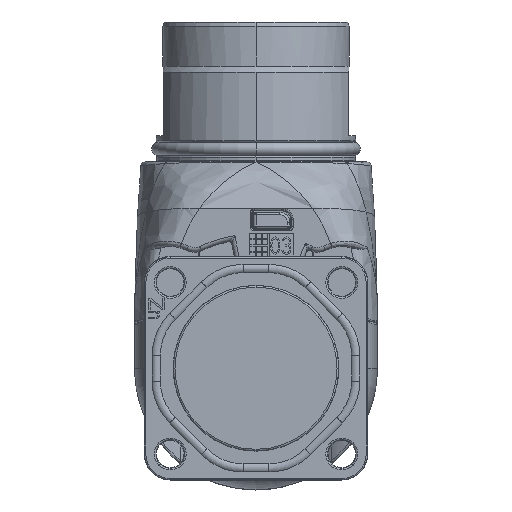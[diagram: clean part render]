
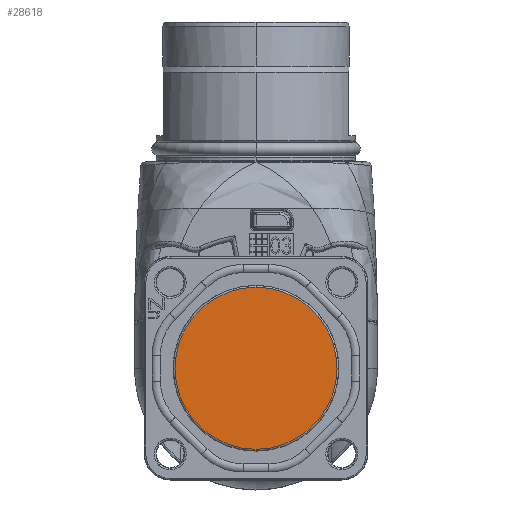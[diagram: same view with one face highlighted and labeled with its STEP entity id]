
A CAD part, front view. The second image highlights one B-rep face of the part: STEP entity #28618.
In plain terms, the highlighted planar face has unit normal (0, -1, 0).
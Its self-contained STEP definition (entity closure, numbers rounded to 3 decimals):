
#4348=CARTESIAN_POINT('',(0.,-27.25,0.));
#4349=DIRECTION('',(0.,-1.,0.));
#4350=DIRECTION('',(0.,0.,-1.));
#4351=AXIS2_PLACEMENT_3D('',#4348,#4349,#4350);
#4363=CARTESIAN_POINT('',(0.,-27.25,0.));
#4364=DIRECTION('',(0.,-1.,0.));
#4365=DIRECTION('',(0.,0.,1.));
#4366=AXIS2_PLACEMENT_3D('',#4363,#4364,#4365);
#17518=CARTESIAN_POINT('',(0.,-27.25,9.352));
#17519=CARTESIAN_POINT('',(0.,-27.25,-9.352));
#17520=VERTEX_POINT('',#17518);
#17521=VERTEX_POINT('',#17519);
#28608=CARTESIAN_POINT('',(0.,-27.25,0.));
#28609=DIRECTION('',(0.,-1.,0.));
#28610=DIRECTION('',(0.,0.,1.));
#28611=AXIS2_PLACEMENT_3D('',#28608,#28609,#28610);
#28612=PLANE('',#28611);
#28614=ORIENTED_EDGE('',*,*,#28613,.F.);
#28615=ORIENTED_EDGE('',*,*,#28598,.F.);
#28616=EDGE_LOOP('',(#28614,#28615));
#28617=FACE_OUTER_BOUND('',#28616,.F.);
#4352=CIRCLE('',#4351,9.352);
#4367=CIRCLE('',#4366,9.352);
#28598=EDGE_CURVE('',#17521,#17520,#4352,.T.);
#28613=EDGE_CURVE('',#17520,#17521,#4367,.T.);
#28618=ADVANCED_FACE('',(#28617),#28612,.T.);
